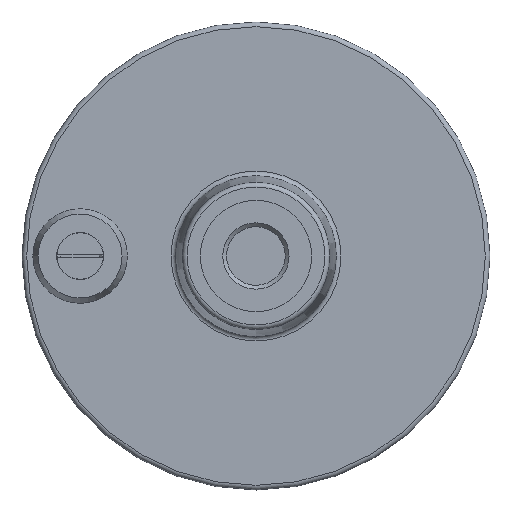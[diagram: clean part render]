
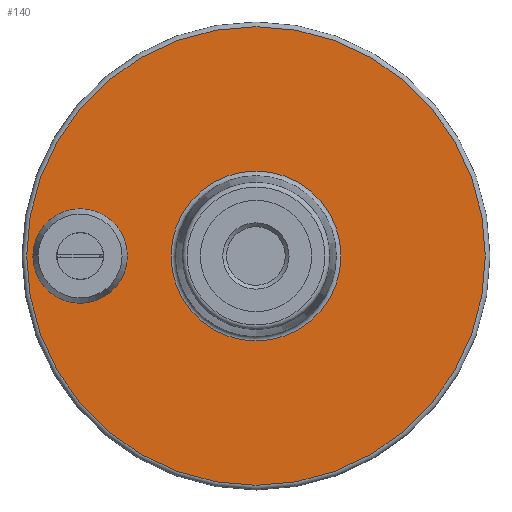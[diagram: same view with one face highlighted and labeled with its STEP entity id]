
A CAD part, front view. The second image highlights one B-rep face of the part: STEP entity #140.
In plain terms, the highlighted planar face has unit normal (0, -1, 0).
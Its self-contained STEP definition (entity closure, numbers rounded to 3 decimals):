
#140 = ADVANCED_FACE( '', ( #333, #334, #335 ), #336, .F. );
#333 = FACE_OUTER_BOUND( '', #589, .T. );
#334 = FACE_BOUND( '', #590, .T. );
#335 = FACE_BOUND( '', #591, .T. );
#336 = PLANE( '', #592 );
#589 = EDGE_LOOP( '', ( #926 ) );
#590 = EDGE_LOOP( '', ( #927 ) );
#591 = EDGE_LOOP( '', ( #928 ) );
#592 = AXIS2_PLACEMENT_3D( '', #929, #930, #931 );
#926 = ORIENTED_EDGE( '', *, *, #1411, .F. );
#927 = ORIENTED_EDGE( '', *, *, #1335, .F. );
#928 = ORIENTED_EDGE( '', *, *, #1412, .T. );
#929 = CARTESIAN_POINT( '', ( 15.507, -3., 0. ) );
#930 = DIRECTION( '', ( 0., 1., 0. ) );
#931 = DIRECTION( '', ( 0., 0., 1. ) );
#1335 = EDGE_CURVE( '', #1559, #1559, #1560, .F. );
#1411 = EDGE_CURVE( '', #1681, #1681, #1682, .T. );
#1412 = EDGE_CURVE( '', #1683, #1683, #1684, .T. );
#1559 = VERTEX_POINT( '', #1889 );
#1560 = CIRCLE( '', #1890, 8.06 );
#1681 = VERTEX_POINT( '', #2195 );
#1682 = CIRCLE( '', #2196, 39.111 );
#1683 = VERTEX_POINT( '', #2197 );
#1684 = CIRCLE( '', #2198, 14.493 );
#1889 = CARTESIAN_POINT( '', ( 0., -3., 8.06 ) );
#1890 = AXIS2_PLACEMENT_3D( '', #2591, #2592, #2593 );
#2195 = CARTESIAN_POINT( '', ( 30., -3., 39.111 ) );
#2196 = AXIS2_PLACEMENT_3D( '', #2686, #2687, #2688 );
#2197 = CARTESIAN_POINT( '', ( 30., -3., 14.493 ) );
#2198 = AXIS2_PLACEMENT_3D( '', #2689, #2690, #2691 );
#2591 = CARTESIAN_POINT( '', ( 0., -3., 0. ) );
#2592 = DIRECTION( '', ( 0., 1., 0. ) );
#2593 = DIRECTION( '', ( 0., 0., 1. ) );
#2686 = CARTESIAN_POINT( '', ( 30., -3., 0. ) );
#2687 = DIRECTION( '', ( 0., 1., 0. ) );
#2688 = DIRECTION( '', ( 0., 0., 1. ) );
#2689 = CARTESIAN_POINT( '', ( 30., -3., 0. ) );
#2690 = DIRECTION( '', ( 0., 1., 0. ) );
#2691 = DIRECTION( '', ( 0., 0., 1. ) );
